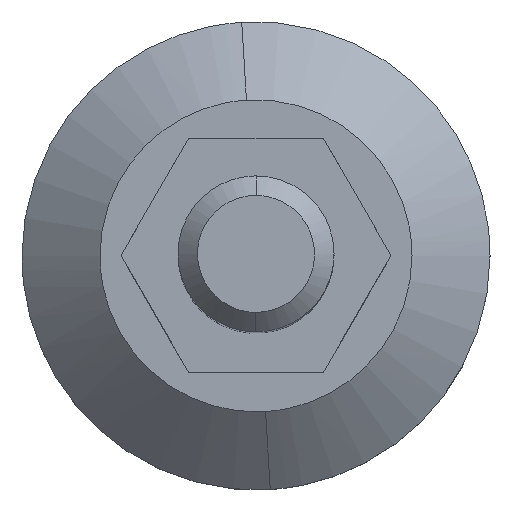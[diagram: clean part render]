
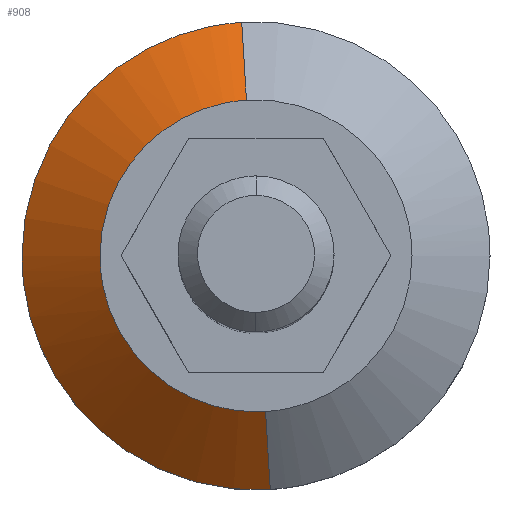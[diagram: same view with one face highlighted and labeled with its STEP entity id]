
A CAD part, top view. The second image highlights one B-rep face of the part: STEP entity #908.
In plain terms, the highlighted free-form (B-spline) face has degree [2, 1] with [5, 2] control points.
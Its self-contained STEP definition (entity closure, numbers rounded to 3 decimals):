
#654=CARTESIAN_POINT('',(1.221,-19.963,17.));
#655=VERTEX_POINT('',#654);
#656=CARTESIAN_POINT('',(-20.0,0.0,17.0));
#657=VERTEX_POINT('',#656);
#658=CARTESIAN_POINT('',(1.221,-19.963,17.));
#659=CARTESIAN_POINT('',(0.611,-20.,17.));
#660=CARTESIAN_POINT('',(0.,-20.,17.));
#661=CARTESIAN_POINT('',(-20.,-20.,17.));
#662=CARTESIAN_POINT('',(-20.0,0.0,17.0));
#670=(BOUNDED_CURVE()B_SPLINE_CURVE(2,(#658,#659,#660,#661,#662),.UNSPECIFIED.,.F.,.U.)B_SPLINE_CURVE_WITH_KNOTS((3,2,3),(0.739,0.75,1.0),.UNSPECIFIED.)CURVE()GEOMETRIC_REPRESENTATION_ITEM()RATIONAL_B_SPLINE_CURVE((0.976,0.988,1.0,0.707,1.0))REPRESENTATION_ITEM(''));
#671=EDGE_CURVE('',#655,#657,#670,.T.);
#688=CARTESIAN_POINT('',(-1.221,19.963,17.));
#689=VERTEX_POINT('',#688);
#705=CARTESIAN_POINT('',(-20.0,0.0,17.0));
#706=CARTESIAN_POINT('',(-20.,18.814,17.));
#707=CARTESIAN_POINT('',(-1.221,19.963,17.));
#715=(BOUNDED_CURVE()B_SPLINE_CURVE(2,(#705,#706,#707),.UNSPECIFIED.,.F.,.U.)B_SPLINE_CURVE_WITH_KNOTS((3,3),(0.0,0.239),.UNSPECIFIED.)CURVE()GEOMETRIC_REPRESENTATION_ITEM()RATIONAL_B_SPLINE_CURVE((1.0,0.72,0.976))REPRESENTATION_ITEM(''));
#716=EDGE_CURVE('',#657,#689,#715,.T.);
#805=CARTESIAN_POINT('',(-1.831,29.944,8.609));
#806=VERTEX_POINT('',#805);
#824=CARTESIAN_POINT('',(-1.221,19.963,17.));
#825=CARTESIAN_POINT('',(-1.831,29.944,8.609));
#826=QUASI_UNIFORM_CURVE('',1,(#824,#825),.UNSPECIFIED.,.F.,.U.);
#827=EDGE_CURVE('',#689,#806,#826,.T.);
#831=CARTESIAN_POINT('',(1.831,-29.944,8.609));
#832=VERTEX_POINT('',#831);
#833=CARTESIAN_POINT('',(1.221,-19.963,17.));
#834=CARTESIAN_POINT('',(1.831,-29.944,8.609));
#835=QUASI_UNIFORM_CURVE('',1,(#833,#834),.UNSPECIFIED.,.F.,.U.);
#836=EDGE_CURVE('',#655,#832,#835,.T.);
#854=CARTESIAN_POINT('',(1.206,-19.713,17.21));
#855=CARTESIAN_POINT('',(-18.507,-20.919,17.21));
#856=CARTESIAN_POINT('',(-19.713,-1.206,17.21));
#857=CARTESIAN_POINT('',(-20.919,18.507,17.21));
#858=CARTESIAN_POINT('',(-1.206,19.713,17.21));
#859=CARTESIAN_POINT('',(1.847,-30.2,8.394));
#860=CARTESIAN_POINT('',(-28.353,-32.047,8.394));
#861=CARTESIAN_POINT('',(-30.2,-1.847,8.394));
#862=CARTESIAN_POINT('',(-32.047,28.353,8.394));
#863=CARTESIAN_POINT('',(-1.847,30.2,8.394));
#871=(BOUNDED_SURFACE()B_SPLINE_SURFACE(2,1,((#854,#859),(#855,#860),(#856,#861),(#857,#862),(#858,#863)),.UNSPECIFIED.,.F.,.F.,.U.)B_SPLINE_SURFACE_WITH_KNOTS((3,2,3),(2,2),(0.0,50.13,100.26),(0.0,13.715),.UNSPECIFIED.)GEOMETRIC_REPRESENTATION_ITEM()RATIONAL_B_SPLINE_SURFACE(((1.0,1.0),(0.707,0.707),(1.0,1.0),(0.707,0.707),(1.0,1.0)))REPRESENTATION_ITEM('')SURFACE());
#872=CARTESIAN_POINT('',(-30.0,0.0,8.609));
#873=VERTEX_POINT('',#872);
#874=CARTESIAN_POINT('',(-30.0,0.0,8.609));
#875=CARTESIAN_POINT('',(-30.,28.221,8.609));
#876=CARTESIAN_POINT('',(-1.831,29.944,8.609));
#884=(BOUNDED_CURVE()B_SPLINE_CURVE(2,(#874,#875,#876),.UNSPECIFIED.,.F.,.U.)B_SPLINE_CURVE_WITH_KNOTS((3,3),(0.0,0.239),.UNSPECIFIED.)CURVE()GEOMETRIC_REPRESENTATION_ITEM()RATIONAL_B_SPLINE_CURVE((1.0,0.72,0.976))REPRESENTATION_ITEM(''));
#885=EDGE_CURVE('',#873,#806,#884,.T.);
#886=ORIENTED_EDGE('',*,*,#885,.F.);
#887=CARTESIAN_POINT('',(1.831,-29.944,8.609));
#888=CARTESIAN_POINT('',(0.917,-30.,8.609));
#889=CARTESIAN_POINT('',(0.,-30.,8.609));
#890=CARTESIAN_POINT('',(-30.,-30.,8.609));
#891=CARTESIAN_POINT('',(-30.0,0.0,8.609));
#899=(BOUNDED_CURVE()B_SPLINE_CURVE(2,(#887,#888,#889,#890,#891),.UNSPECIFIED.,.F.,.U.)B_SPLINE_CURVE_WITH_KNOTS((3,2,3),(0.739,0.75,1.0),.UNSPECIFIED.)CURVE()GEOMETRIC_REPRESENTATION_ITEM()RATIONAL_B_SPLINE_CURVE((0.976,0.988,1.0,0.707,1.0))REPRESENTATION_ITEM(''));
#900=EDGE_CURVE('',#832,#873,#899,.T.);
#901=ORIENTED_EDGE('',*,*,#900,.F.);
#902=ORIENTED_EDGE('',*,*,#836,.F.);
#903=ORIENTED_EDGE('',*,*,#671,.T.);
#904=ORIENTED_EDGE('',*,*,#716,.T.);
#905=ORIENTED_EDGE('',*,*,#827,.T.);
#906=EDGE_LOOP('',(#886,#901,#902,#903,#904,#905));
#907=FACE_OUTER_BOUND('',#906,.T.);
#908=ADVANCED_FACE('',(#907),#871,.T.);
